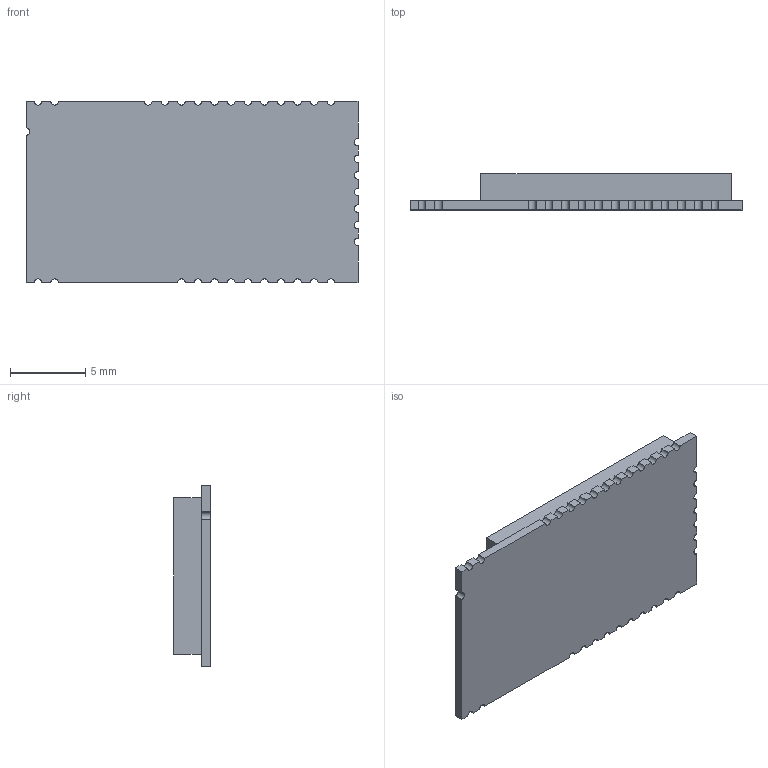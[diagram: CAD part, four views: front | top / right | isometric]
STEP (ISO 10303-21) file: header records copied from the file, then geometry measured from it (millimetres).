
FILE_DESCRIPTION (( 'STEP AP214' ), '1' );
FILE_NAME ('User Library-RN4678.STEP', '2021-01-25T13:36:09', ( '' ), ( '' ), 'SwSTEP 2.0', 'SolidWorks 2020', '' );
FILE_SCHEMA (( 'AUTOMOTIVE_DESIGN' ));
Length unit declared in the file: millimetre
Products named in the file (1): User Library-RN4678
Bounding box: 22 x 2.4 x 12 mm (x, y, z)
Volume: 467.1 mm3; surface area: 1010.4 mm2
Topology: 2 solids, 2 shells, 92 faces, 264 edges, 176 vertices
Faces by surface type: cylinder 46, plane 46
Entity records: 4095 total; most frequent: DIRECTION 542, CARTESIAN_POINT 533, ORIENTED_EDGE 528, EDGE_CURVE 264, AXIS2_PLACEMENT_3D 185, VERTEX_POINT 176, LINE 172, VECTOR 172
